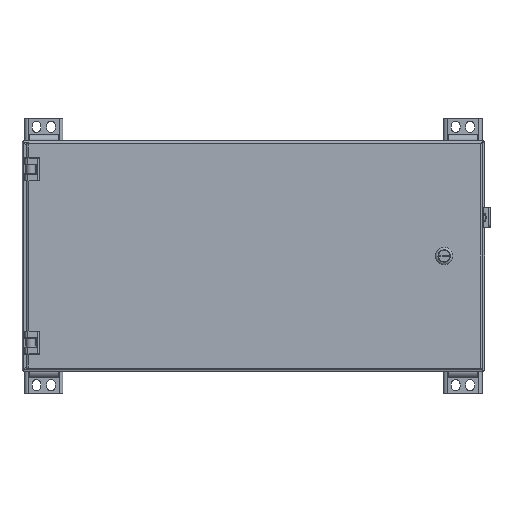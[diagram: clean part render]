
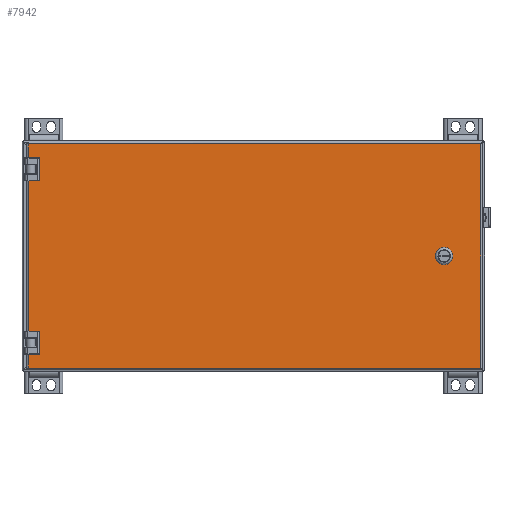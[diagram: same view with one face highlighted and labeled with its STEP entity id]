
A CAD part, front view. The second image highlights one B-rep face of the part: STEP entity #7942.
In plain terms, the highlighted planar face has unit normal (0, -1, 0).
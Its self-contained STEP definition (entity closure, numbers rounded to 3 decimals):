
#7942 = ADVANCED_FACE( '', ( #16035, #16036 ), #16037, .T. );
#16035 = FACE_BOUND( '', #53491, .T. );
#16036 = FACE_OUTER_BOUND( '', #53492, .T. );
#16037 = PLANE( '', #53493 );
#53491 = EDGE_LOOP( '', ( #79194, #79195, #79196, #79197 ) );
#53492 = EDGE_LOOP( '', ( #79198, #79199, #79200, #79201, #79202, #79203, #79204, #79205, #79206, #79207, #79208, #79209 ) );
#53493 = AXIS2_PLACEMENT_3D( '', #79210, #79211, #79212 );
#79194 = ORIENTED_EDGE( '', *, *, #86487, .F. );
#79195 = ORIENTED_EDGE( '', *, *, #85566, .F. );
#79196 = ORIENTED_EDGE( '', *, *, #83473, .F. );
#79197 = ORIENTED_EDGE( '', *, *, #89942, .F. );
#79198 = ORIENTED_EDGE( '', *, *, #87885, .F. );
#79199 = ORIENTED_EDGE( '', *, *, #88253, .F. );
#79200 = ORIENTED_EDGE( '', *, *, #89012, .F. );
#79201 = ORIENTED_EDGE( '', *, *, #84882, .F. );
#79202 = ORIENTED_EDGE( '', *, *, #85701, .F. );
#79203 = ORIENTED_EDGE( '', *, *, #87818, .F. );
#79204 = ORIENTED_EDGE( '', *, *, #89261, .F. );
#79205 = ORIENTED_EDGE( '', *, *, #89513, .T. );
#79206 = ORIENTED_EDGE( '', *, *, #87317, .F. );
#79207 = ORIENTED_EDGE( '', *, *, #87618, .F. );
#79208 = ORIENTED_EDGE( '', *, *, #87800, .F. );
#79209 = ORIENTED_EDGE( '', *, *, #88685, .F. );
#79210 = CARTESIAN_POINT( '', ( 0., 0., 0. ) );
#79211 = DIRECTION( '', ( 0., -1., 0. ) );
#79212 = DIRECTION( '', ( 0., 0., -1. ) );
#83473 = EDGE_CURVE( '', #92607, #92609, #92610, .T. );
#84882 = EDGE_CURVE( '', #94961, #94963, #94964, .T. );
#85566 = EDGE_CURVE( '', #92609, #96045, #96046, .T. );
#85701 = EDGE_CURVE( '', #96246, #94961, #96248, .T. );
#86487 = EDGE_CURVE( '', #96045, #97460, #97461, .T. );
#87317 = EDGE_CURVE( '', #98668, #98670, #98671, .T. );
#87618 = EDGE_CURVE( '', #99081, #98668, #99083, .T. );
#87800 = EDGE_CURVE( '', #99327, #99081, #99329, .T. );
#87818 = EDGE_CURVE( '', #99349, #96246, #99351, .T. );
#87885 = EDGE_CURVE( '', #99432, #99434, #99435, .T. );
#88253 = EDGE_CURVE( '', #99904, #99432, #99906, .T. );
#88685 = EDGE_CURVE( '', #99434, #99327, #100447, .T. );
#89012 = EDGE_CURVE( '', #94963, #99904, #100854, .T. );
#89261 = EDGE_CURVE( '', #98466, #99349, #101145, .T. );
#89513 = EDGE_CURVE( '', #98466, #98670, #101433, .T. );
#89942 = EDGE_CURVE( '', #97460, #92607, #101906, .T. );
#92607 = VERTEX_POINT( '', #107581 );
#92609 = VERTEX_POINT( '', #107584 );
#92610 = CIRCLE( '', #107585, 9.716 );
#94961 = VERTEX_POINT( '', #113513 );
#94963 = VERTEX_POINT( '', #113515 );
#94964 = LINE( '', #113516, #113517 );
#96045 = VERTEX_POINT( '', #116060 );
#96046 = LINE( '', #116061, #116062 );
#96246 = VERTEX_POINT( '', #116585 );
#96248 = LINE( '', #116596, #116597 );
#97460 = VERTEX_POINT( '', #120489 );
#97461 = CIRCLE( '', #120490, 9.716 );
#98466 = VERTEX_POINT( '', #123753 );
#98668 = VERTEX_POINT( '', #124334 );
#98670 = VERTEX_POINT( '', #124336 );
#98671 = LINE( '', #124337, #124338 );
#99081 = VERTEX_POINT( '', #125412 );
#99083 = LINE( '', #125415, #125416 );
#99327 = VERTEX_POINT( '', #125973 );
#99329 = LINE( '', #125976, #125977 );
#99349 = VERTEX_POINT( '', #126033 );
#99351 = LINE( '', #126044, #126045 );
#99432 = VERTEX_POINT( '', #126230 );
#99434 = VERTEX_POINT( '', #126232 );
#99435 = LINE( '', #126233, #126234 );
#99904 = VERTEX_POINT( '', #127386 );
#99906 = LINE( '', #127389, #127390 );
#100447 = LINE( '', #128761, #128762 );
#100854 = LINE( '', #129927, #129928 );
#101145 = LINE( '', #130615, #130616 );
#101433 = LINE( '', #131276, #131277 );
#101906 = LINE( '', #132335, #132336 );
#107581 = CARTESIAN_POINT( '', ( 241.506, 0., -5.322 ) );
#107584 = CARTESIAN_POINT( '', ( 257.762, 0., -5.322 ) );
#107585 = AXIS2_PLACEMENT_3D( '', #133951, #133952, #133953 );
#113513 = CARTESIAN_POINT( '', ( -298.098, 0., -124.612 ) );
#113515 = CARTESIAN_POINT( '', ( -285.931, 0., -124.612 ) );
#113516 = CARTESIAN_POINT( '', ( 0., 0., -124.612 ) );
#113517 = VECTOR( '', #135004, 1000. );
#116060 = CARTESIAN_POINT( '', ( 257.762, 0., 5.322 ) );
#116061 = CARTESIAN_POINT( '', ( 257.762, 0., 5.322 ) );
#116062 = VECTOR( '', #135495, 1000. );
#116585 = CARTESIAN_POINT( '', ( -298.098, 0., -147.682 ) );
#116596 = CARTESIAN_POINT( '', ( -298.098, 0., -147.682 ) );
#116597 = VECTOR( '', #135590, 1000. );
#120489 = CARTESIAN_POINT( '', ( 241.506, 0., 5.322 ) );
#120490 = AXIS2_PLACEMENT_3D( '', #135973, #135974, #135975 );
#123753 = CARTESIAN_POINT( '', ( 298.098, 0., 147.682 ) );
#124334 = CARTESIAN_POINT( '', ( -298.098, 0., 124.612 ) );
#124336 = CARTESIAN_POINT( '', ( -298.098, 0., 147.682 ) );
#124337 = CARTESIAN_POINT( '', ( -298.098, 0., -147.682 ) );
#124338 = VECTOR( '', #136389, 1000. );
#125412 = CARTESIAN_POINT( '', ( -285.931, 0., 124.612 ) );
#125415 = CARTESIAN_POINT( '', ( 0., 0., 124.612 ) );
#125416 = VECTOR( '', #136574, 1000. );
#125973 = CARTESIAN_POINT( '', ( -285.931, 0., 103.988 ) );
#125976 = CARTESIAN_POINT( '', ( -285.931, 0., 228.6 ) );
#125977 = VECTOR( '', #136668, 1000. );
#126033 = CARTESIAN_POINT( '', ( 298.098, 0., -147.682 ) );
#126044 = CARTESIAN_POINT( '', ( 298.098, 0., -147.682 ) );
#126045 = VECTOR( '', #136676, 1000. );
#126230 = CARTESIAN_POINT( '', ( -298.098, 0., -103.988 ) );
#126232 = CARTESIAN_POINT( '', ( -298.098, 0., 103.988 ) );
#126233 = CARTESIAN_POINT( '', ( -298.098, 0., -147.682 ) );
#126234 = VECTOR( '', #136711, 1000. );
#127386 = CARTESIAN_POINT( '', ( -285.931, 0., -103.988 ) );
#127389 = CARTESIAN_POINT( '', ( 0., 0., -103.988 ) );
#127390 = VECTOR( '', #136963, 1000. );
#128761 = CARTESIAN_POINT( '', ( 0., 0., 103.988 ) );
#128762 = VECTOR( '', #137229, 1000. );
#129927 = CARTESIAN_POINT( '', ( -285.931, 0., 0. ) );
#129928 = VECTOR( '', #137390, 1000. );
#130615 = CARTESIAN_POINT( '', ( 298.098, 0., 147.682 ) );
#130616 = VECTOR( '', #137514, 1000. );
#131276 = CARTESIAN_POINT( '', ( -298.098, 0., 147.682 ) );
#131277 = VECTOR( '', #137642, 1000. );
#132335 = CARTESIAN_POINT( '', ( 241.506, 0., 5.322 ) );
#132336 = VECTOR( '', #137836, 1000. );
#133951 = CARTESIAN_POINT( '', ( 249.634, 0., 0. ) );
#133952 = DIRECTION( '', ( 0., -1., 0. ) );
#133953 = DIRECTION( '', ( 1., 0., 0. ) );
#135004 = DIRECTION( '', ( 1., 0., 0. ) );
#135495 = DIRECTION( '', ( 0., 0., 1. ) );
#135590 = DIRECTION( '', ( 0., 0., 1. ) );
#135973 = CARTESIAN_POINT( '', ( 249.634, 0., 0. ) );
#135974 = DIRECTION( '', ( 0., -1., 0. ) );
#135975 = DIRECTION( '', ( 1., 0., 0. ) );
#136389 = DIRECTION( '', ( 0., 0., 1. ) );
#136574 = DIRECTION( '', ( -1., 0., 0. ) );
#136668 = DIRECTION( '', ( 0., 0., 1. ) );
#136676 = DIRECTION( '', ( -1., 0., 0. ) );
#136711 = DIRECTION( '', ( 0., 0., 1. ) );
#136963 = DIRECTION( '', ( -1., 0., 0. ) );
#137229 = DIRECTION( '', ( 1., 0., 0. ) );
#137390 = DIRECTION( '', ( 0., 0., 1. ) );
#137514 = DIRECTION( '', ( 0., 0., -1. ) );
#137642 = DIRECTION( '', ( -1., 0., 0. ) );
#137836 = DIRECTION( '', ( 0., 0., -1. ) );
